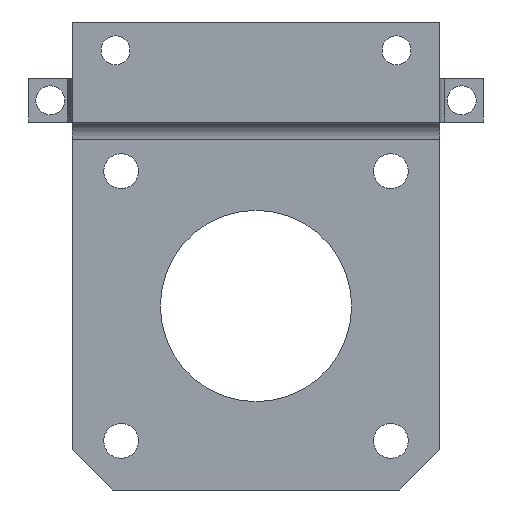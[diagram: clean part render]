
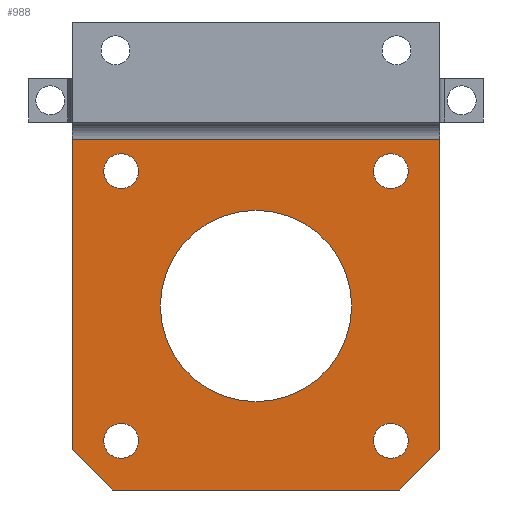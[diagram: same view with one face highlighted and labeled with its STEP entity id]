
A CAD part, front view. The second image highlights one B-rep face of the part: STEP entity #988.
In plain terms, the highlighted planar face has unit normal (0, -1, 0).
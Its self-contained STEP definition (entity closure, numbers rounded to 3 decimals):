
#1=CARTESIAN_POINT('',(21.15,0.,-21.15));
#2=DIRECTION('',(0.,-1.,0.));
#3=DIRECTION('',(1.,0.,0.));
#4=AXIS2_PLACEMENT_3D('',#1,#2,#3);
#6=CARTESIAN_POINT('',(21.15,0.,-21.15));
#7=DIRECTION('',(0.,-1.,0.));
#8=DIRECTION('',(-1.,0.,0.));
#9=AXIS2_PLACEMENT_3D('',#6,#7,#8);
#11=CARTESIAN_POINT('',(5.65,0.,-36.65));
#12=DIRECTION('',(0.,1.,0.));
#13=DIRECTION('',(1.,0.,0.));
#14=AXIS2_PLACEMENT_3D('',#11,#12,#13);
#16=CARTESIAN_POINT('',(5.65,0.,-36.65));
#17=DIRECTION('',(0.,1.,0.));
#18=DIRECTION('',(-1.,0.,0.));
#19=AXIS2_PLACEMENT_3D('',#16,#17,#18);
#21=CARTESIAN_POINT('',(36.65,0.,-36.65));
#22=DIRECTION('',(0.,1.,0.));
#23=DIRECTION('',(1.,0.,0.));
#24=AXIS2_PLACEMENT_3D('',#21,#22,#23);
#26=CARTESIAN_POINT('',(36.65,0.,-36.65));
#27=DIRECTION('',(0.,1.,0.));
#28=DIRECTION('',(-1.,0.,0.));
#29=AXIS2_PLACEMENT_3D('',#26,#27,#28);
#31=DIRECTION('',(1.,0.,0.));
#32=VECTOR('',#31,42.3);
#33=CARTESIAN_POINT('',(0.,0.,-2.));
#34=LINE('',#33,#32);
#35=DIRECTION('',(0.,0.,-1.));
#36=VECTOR('',#35,35.65);
#37=CARTESIAN_POINT('',(42.3,0.,-2.));
#38=LINE('',#37,#36);
#39=DIRECTION('',(0.707,0.,0.707));
#40=VECTOR('',#39,6.576);
#41=CARTESIAN_POINT('',(37.65,0.,-42.3));
#42=LINE('',#41,#40);
#43=DIRECTION('',(-1.,0.,0.));
#44=VECTOR('',#43,33.);
#45=CARTESIAN_POINT('',(37.65,0.,-42.3));
#46=LINE('',#45,#44);
#47=DIRECTION('',(0.707,0.,-0.707));
#48=VECTOR('',#47,6.576);
#49=CARTESIAN_POINT('',(0.,0.,-37.65));
#50=LINE('',#49,#48);
#51=DIRECTION('',(0.,0.,1.));
#52=VECTOR('',#51,35.65);
#53=CARTESIAN_POINT('',(0.,0.,-37.65));
#54=LINE('',#53,#52);
#55=CARTESIAN_POINT('',(36.65,0.,-5.65));
#56=DIRECTION('',(0.,-1.,0.));
#57=DIRECTION('',(-1.,0.,0.));
#58=AXIS2_PLACEMENT_3D('',#55,#56,#57);
#60=CARTESIAN_POINT('',(36.65,0.,-5.65));
#61=DIRECTION('',(0.,-1.,0.));
#62=DIRECTION('',(1.,0.,0.));
#63=AXIS2_PLACEMENT_3D('',#60,#61,#62);
#65=CARTESIAN_POINT('',(5.65,0.,-5.65));
#66=DIRECTION('',(0.,-1.,0.));
#67=DIRECTION('',(-1.,0.,0.));
#68=AXIS2_PLACEMENT_3D('',#65,#66,#67);
#70=CARTESIAN_POINT('',(5.65,0.,-5.65));
#71=DIRECTION('',(0.,-1.,0.));
#72=DIRECTION('',(1.,0.,0.));
#73=AXIS2_PLACEMENT_3D('',#70,#71,#72);
#719=CARTESIAN_POINT('',(32.15,0.,-21.15));
#720=CARTESIAN_POINT('',(10.15,0.,-21.15));
#721=VERTEX_POINT('',#719);
#722=VERTEX_POINT('',#720);
#735=CARTESIAN_POINT('',(7.65,0.,-36.65));
#736=CARTESIAN_POINT('',(3.65,0.,-36.65));
#737=VERTEX_POINT('',#735);
#738=VERTEX_POINT('',#736);
#739=CARTESIAN_POINT('',(38.65,0.,-36.65));
#740=CARTESIAN_POINT('',(34.65,0.,-36.65));
#741=VERTEX_POINT('',#739);
#742=VERTEX_POINT('',#740);
#751=CARTESIAN_POINT('',(0.,0.,-37.65));
#752=CARTESIAN_POINT('',(4.65,0.,-42.3));
#753=VERTEX_POINT('',#751);
#754=VERTEX_POINT('',#752);
#755=CARTESIAN_POINT('',(37.65,0.,-42.3));
#756=CARTESIAN_POINT('',(42.3,0.,-37.65));
#757=VERTEX_POINT('',#755);
#758=VERTEX_POINT('',#756);
#775=CARTESIAN_POINT('',(0.,0.,-2.));
#776=CARTESIAN_POINT('',(42.3,0.,-2.));
#777=VERTEX_POINT('',#775);
#778=VERTEX_POINT('',#776);
#907=CARTESIAN_POINT('',(34.65,0.,-5.65));
#908=CARTESIAN_POINT('',(38.65,0.,-5.65));
#909=VERTEX_POINT('',#907);
#910=VERTEX_POINT('',#908);
#911=CARTESIAN_POINT('',(3.65,0.,-5.65));
#912=CARTESIAN_POINT('',(7.65,0.,-5.65));
#913=VERTEX_POINT('',#911);
#914=VERTEX_POINT('',#912);
#939=CARTESIAN_POINT('',(0.,0.,0.));
#940=DIRECTION('',(0.,1.,0.));
#941=DIRECTION('',(1.,0.,0.));
#942=AXIS2_PLACEMENT_3D('',#939,#940,#941);
#943=PLANE('',#942);
#945=ORIENTED_EDGE('',*,*,#944,.T.);
#947=ORIENTED_EDGE('',*,*,#946,.T.);
#949=ORIENTED_EDGE('',*,*,#948,.F.);
#951=ORIENTED_EDGE('',*,*,#950,.T.);
#953=ORIENTED_EDGE('',*,*,#952,.F.);
#955=ORIENTED_EDGE('',*,*,#954,.T.);
#956=EDGE_LOOP('',(#945,#947,#949,#951,#953,#955));
#957=FACE_OUTER_BOUND('',#956,.F.);
#959=ORIENTED_EDGE('',*,*,#958,.F.);
#961=ORIENTED_EDGE('',*,*,#960,.F.);
#962=EDGE_LOOP('',(#959,#961));
#963=FACE_BOUND('',#962,.F.);
#965=ORIENTED_EDGE('',*,*,#964,.F.);
#967=ORIENTED_EDGE('',*,*,#966,.F.);
#968=EDGE_LOOP('',(#965,#967));
#969=FACE_BOUND('',#968,.F.);
#971=ORIENTED_EDGE('',*,*,#970,.T.);
#973=ORIENTED_EDGE('',*,*,#972,.T.);
#974=EDGE_LOOP('',(#971,#973));
#975=FACE_BOUND('',#974,.F.);
#977=ORIENTED_EDGE('',*,*,#976,.T.);
#979=ORIENTED_EDGE('',*,*,#978,.T.);
#980=EDGE_LOOP('',(#977,#979));
#981=FACE_BOUND('',#980,.F.);
#983=ORIENTED_EDGE('',*,*,#982,.T.);
#985=ORIENTED_EDGE('',*,*,#984,.T.);
#986=EDGE_LOOP('',(#983,#985));
#987=FACE_BOUND('',#986,.F.);
#988=ADVANCED_FACE('',(#957,#963,#969,#975,#981,#987),#943,.F.);
#5=CIRCLE('',#4,11.);
#10=CIRCLE('',#9,11.);
#15=CIRCLE('',#14,2.);
#20=CIRCLE('',#19,2.);
#25=CIRCLE('',#24,2.);
#30=CIRCLE('',#29,2.);
#59=CIRCLE('',#58,2.);
#64=CIRCLE('',#63,2.);
#69=CIRCLE('',#68,2.);
#74=CIRCLE('',#73,2.);
#944=EDGE_CURVE('',#777,#778,#34,.T.);
#946=EDGE_CURVE('',#778,#758,#38,.T.);
#948=EDGE_CURVE('',#757,#758,#42,.T.);
#950=EDGE_CURVE('',#757,#754,#46,.T.);
#952=EDGE_CURVE('',#753,#754,#50,.T.);
#954=EDGE_CURVE('',#753,#777,#54,.T.);
#958=EDGE_CURVE('',#737,#738,#15,.T.);
#960=EDGE_CURVE('',#738,#737,#20,.T.);
#964=EDGE_CURVE('',#741,#742,#25,.T.);
#966=EDGE_CURVE('',#742,#741,#30,.T.);
#970=EDGE_CURVE('',#721,#722,#5,.T.);
#972=EDGE_CURVE('',#722,#721,#10,.T.);
#976=EDGE_CURVE('',#909,#910,#59,.T.);
#978=EDGE_CURVE('',#910,#909,#64,.T.);
#982=EDGE_CURVE('',#913,#914,#69,.T.);
#984=EDGE_CURVE('',#914,#913,#74,.T.);
